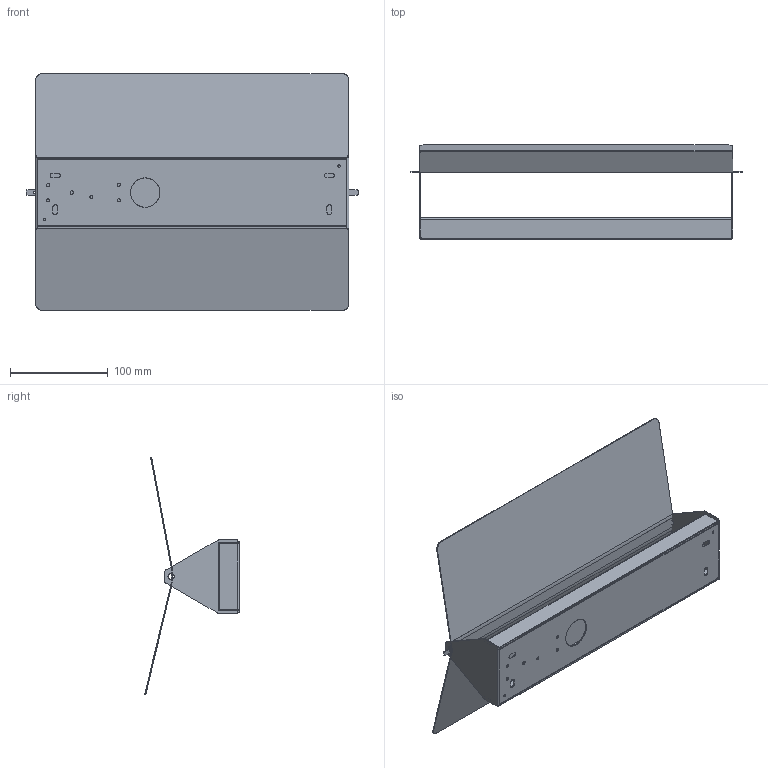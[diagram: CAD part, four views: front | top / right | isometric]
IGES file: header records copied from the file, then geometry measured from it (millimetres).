
Start section: SolidWorks IGES file using analytic representation for surfaces
Global section: file name: 3D_APPLIQUE_A_VOLET_PIVOTANT_PLIE.IGS; native system: SolidWorks 2012; preprocessor: SolidWorks 2012; author: FiL; date: 140417.120925; units: millimetre
Bounding box: 339.39 x 96.55 x 242.27 mm (x, y, z)
Surface area: 291626.4 mm2 (no closed solid volume)
Topology: 0 solids, 0 shells, 130 faces, 2152 edges, 2152 vertices
Faces by surface type: bspline 70, revolution 60
